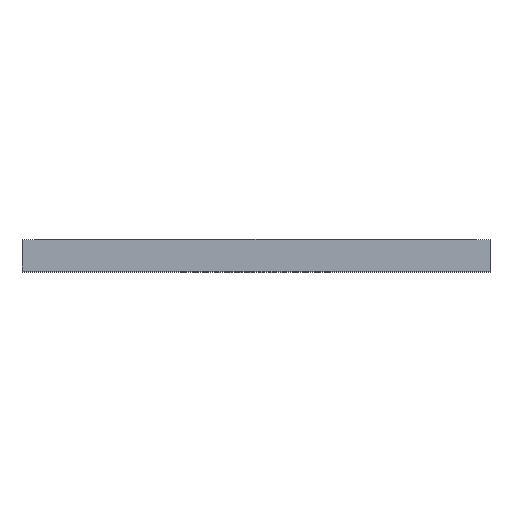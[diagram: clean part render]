
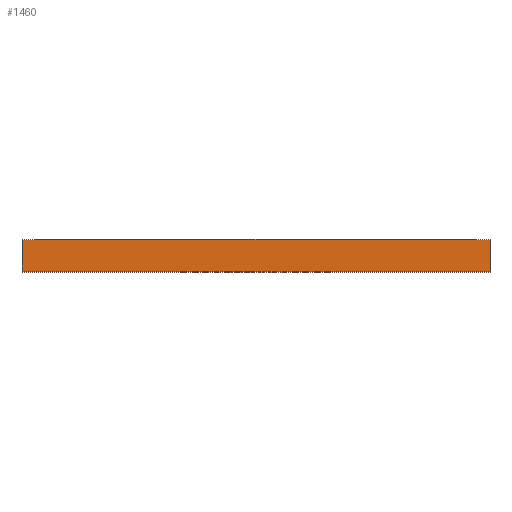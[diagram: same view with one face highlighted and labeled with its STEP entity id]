
A CAD part, top view. The second image highlights one B-rep face of the part: STEP entity #1460.
In plain terms, the highlighted planar face has unit normal (0, 0, 1).
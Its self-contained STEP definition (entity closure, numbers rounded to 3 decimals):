
#114=FACE_OUTER_BOUND('',#209,.T.);
#209=EDGE_LOOP('',(#1078,#1079,#1080,#1081));
#288=LINE('',#2004,#480);
#290=LINE('',#2009,#482);
#292=LINE('',#2012,#484);
#361=LINE('',#2151,#553);
#480=VECTOR('',#1645,10.);
#482=VECTOR('',#1649,10.);
#484=VECTOR('',#1653,1.);
#553=VECTOR('',#1734,1.);
#670=VERTEX_POINT('',#2000);
#671=VERTEX_POINT('',#2002);
#672=VERTEX_POINT('',#2006);
#673=VERTEX_POINT('',#2008);
#800=EDGE_CURVE('',#670,#671,#288,.T.);
#802=EDGE_CURVE('',#673,#672,#290,.T.);
#804=EDGE_CURVE('',#672,#670,#292,.T.);
#873=EDGE_CURVE('',#673,#671,#361,.T.);
#1078=ORIENTED_EDGE('',*,*,#802,.T.);
#1079=ORIENTED_EDGE('',*,*,#804,.T.);
#1080=ORIENTED_EDGE('',*,*,#800,.T.);
#1081=ORIENTED_EDGE('',*,*,#873,.F.);
#1379=PLANE('',#1561);
#1460=ADVANCED_FACE('',(#114),#1379,.F.);
#1561=AXIS2_PLACEMENT_3D('',#2150,#1732,#1733);
#1645=DIRECTION('',(0.,1.,0.));
#1649=DIRECTION('',(0.,-1.,0.));
#1653=DIRECTION('',(1.,0.,0.));
#1732=DIRECTION('center_axis',(0.,0.,-1.));
#1733=DIRECTION('ref_axis',(-1.,0.,0.));
#1734=DIRECTION('',(1.,0.,0.));
#2000=CARTESIAN_POINT('',(16.9,0.,22.915));
#2002=CARTESIAN_POINT('',(16.9,2.25,22.915));
#2004=CARTESIAN_POINT('',(16.9,2.25,22.915));
#2006=CARTESIAN_POINT('',(-16.9,0.,22.915));
#2008=CARTESIAN_POINT('',(-16.9,2.25,22.915));
#2009=CARTESIAN_POINT('',(-16.9,2.25,22.915));
#2012=CARTESIAN_POINT('',(-17.,0.,22.915));
#2150=CARTESIAN_POINT('Origin',(-17.,2.25,22.915));
#2151=CARTESIAN_POINT('',(-17.,2.25,22.915));
